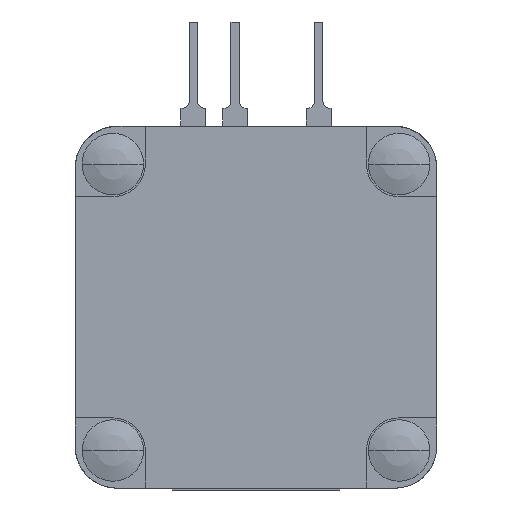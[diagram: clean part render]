
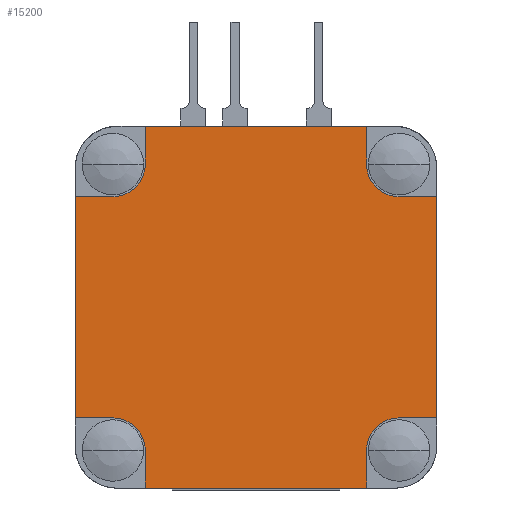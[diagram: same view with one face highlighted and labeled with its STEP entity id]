
A CAD part, front view. The second image highlights one B-rep face of the part: STEP entity #15200.
In plain terms, the highlighted planar face has unit normal (0, -1, 0).
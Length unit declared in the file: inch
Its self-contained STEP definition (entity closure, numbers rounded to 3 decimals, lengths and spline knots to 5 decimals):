
#394=CARTESIAN_POINT('',(0.3425,-0.608,0.342));
#395=DIRECTION('',(0.,1.,0.));
#396=DIRECTION('',(0.,0.,-1.));
#397=AXIS2_PLACEMENT_3D('',#394,#395,#396);
#408=DIRECTION('',(0.,0.,-1.));
#409=VECTOR('',#408,0.09);
#410=CARTESIAN_POINT('',(0.2645,-0.608,0.432));
#411=LINE('',#410,#409);
#412=DIRECTION('',(-1.,0.,0.));
#413=VECTOR('',#412,0.09);
#414=CARTESIAN_POINT('',(0.4325,-0.608,0.264));
#415=LINE('',#414,#413);
#416=DIRECTION('',(0.,0.,-1.));
#417=VECTOR('',#416,0.529);
#418=CARTESIAN_POINT('',(0.4325,-0.608,0.264));
#419=LINE('',#418,#417);
#420=DIRECTION('',(-1.,0.,0.));
#421=VECTOR('',#420,0.09);
#422=CARTESIAN_POINT('',(0.4325,-0.608,-0.265));
#423=LINE('',#422,#421);
#424=DIRECTION('',(0.,0.,1.));
#425=VECTOR('',#424,0.09);
#426=CARTESIAN_POINT('',(0.2645,-0.608,-0.433));
#427=LINE('',#426,#425);
#428=DIRECTION('',(-1.,0.,0.));
#429=VECTOR('',#428,0.529);
#430=CARTESIAN_POINT('',(0.2645,-0.608,-0.433));
#431=LINE('',#430,#429);
#432=DIRECTION('',(0.,0.,1.));
#433=VECTOR('',#432,0.09);
#434=CARTESIAN_POINT('',(-0.2645,-0.608,-0.433));
#435=LINE('',#434,#433);
#436=DIRECTION('',(1.,0.,0.));
#437=VECTOR('',#436,0.09);
#438=CARTESIAN_POINT('',(-0.4325,-0.608,-0.265));
#439=LINE('',#438,#437);
#440=DIRECTION('',(0.,0.,1.));
#441=VECTOR('',#440,0.529);
#442=CARTESIAN_POINT('',(-0.4325,-0.608,-0.265));
#443=LINE('',#442,#441);
#444=DIRECTION('',(1.,0.,0.));
#445=VECTOR('',#444,0.09);
#446=CARTESIAN_POINT('',(-0.4325,-0.608,0.264));
#447=LINE('',#446,#445);
#448=DIRECTION('',(0.,0.,-1.));
#449=VECTOR('',#448,0.09);
#450=CARTESIAN_POINT('',(-0.2645,-0.608,0.432));
#451=LINE('',#450,#449);
#452=DIRECTION('',(1.,0.,0.));
#453=VECTOR('',#452,0.529);
#454=CARTESIAN_POINT('',(-0.2645,-0.608,0.432));
#455=LINE('',#454,#453);
#460=CARTESIAN_POINT('',(0.3425,-0.608,-0.343));
#461=DIRECTION('',(0.,1.,0.));
#462=DIRECTION('',(-1.,0.,0.));
#463=AXIS2_PLACEMENT_3D('',#460,#461,#462);
#529=CARTESIAN_POINT('',(-0.3425,-0.608,-0.343));
#530=DIRECTION('',(0.,1.,0.));
#531=DIRECTION('',(0.,0.,1.));
#532=AXIS2_PLACEMENT_3D('',#529,#530,#531);
#598=CARTESIAN_POINT('',(-0.3425,-0.608,0.342));
#599=DIRECTION('',(0.,1.,0.));
#600=DIRECTION('',(1.,0.,0.));
#601=AXIS2_PLACEMENT_3D('',#598,#599,#600);
#14156=CARTESIAN_POINT('',(-0.2645,-0.608,0.432));
#14157=VERTEX_POINT('',#14156);
#14158=CARTESIAN_POINT('',(0.2645,-0.608,0.432));
#14159=VERTEX_POINT('',#14158);
#14164=CARTESIAN_POINT('',(0.4325,-0.608,-0.265));
#14165=VERTEX_POINT('',#14164);
#14166=CARTESIAN_POINT('',(0.4325,-0.608,0.264));
#14167=VERTEX_POINT('',#14166);
#14172=CARTESIAN_POINT('',(0.2645,-0.608,-0.433));
#14173=VERTEX_POINT('',#14172);
#14174=CARTESIAN_POINT('',(-0.2645,-0.608,-0.433));
#14175=VERTEX_POINT('',#14174);
#14180=CARTESIAN_POINT('',(-0.4325,-0.608,-0.265));
#14181=VERTEX_POINT('',#14180);
#14182=CARTESIAN_POINT('',(-0.4325,-0.608,0.264));
#14183=VERTEX_POINT('',#14182);
#14184=CARTESIAN_POINT('',(0.2645,-0.608,-0.343));
#14186=VERTEX_POINT('',#14184);
#14188=CARTESIAN_POINT('',(0.3425,-0.608,-0.265));
#14190=VERTEX_POINT('',#14188);
#14192=CARTESIAN_POINT('',(0.3425,-0.608,0.264));
#14194=VERTEX_POINT('',#14192);
#14196=CARTESIAN_POINT('',(0.2645,-0.608,0.342));
#14198=VERTEX_POINT('',#14196);
#14200=CARTESIAN_POINT('',(-0.2645,-0.608,0.342));
#14202=VERTEX_POINT('',#14200);
#14204=CARTESIAN_POINT('',(-0.3425,-0.608,0.264));
#14206=VERTEX_POINT('',#14204);
#14208=CARTESIAN_POINT('',(-0.3425,-0.608,-0.265));
#14210=VERTEX_POINT('',#14208);
#14212=CARTESIAN_POINT('',(-0.2645,-0.608,-0.343));
#14214=VERTEX_POINT('',#14212);
#15167=CARTESIAN_POINT('',(0.,-0.608,-0.0005));
#15168=DIRECTION('',(0.,1.,0.));
#15169=DIRECTION('',(0.,0.,-1.));
#15170=AXIS2_PLACEMENT_3D('',#15167,#15168,#15169);
#15171=PLANE('',#15170);
#15173=ORIENTED_EDGE('',*,*,#15172,.T.);
#15174=ORIENTED_EDGE('',*,*,#15132,.F.);
#15175=ORIENTED_EDGE('',*,*,#15155,.F.);
#15176=ORIENTED_EDGE('',*,*,#14775,.T.);
#15178=ORIENTED_EDGE('',*,*,#15177,.T.);
#15180=ORIENTED_EDGE('',*,*,#15179,.F.);
#15182=ORIENTED_EDGE('',*,*,#15181,.F.);
#15183=ORIENTED_EDGE('',*,*,#14859,.T.);
#15185=ORIENTED_EDGE('',*,*,#15184,.T.);
#15187=ORIENTED_EDGE('',*,*,#15186,.F.);
#15189=ORIENTED_EDGE('',*,*,#15188,.F.);
#15190=ORIENTED_EDGE('',*,*,#14937,.T.);
#15192=ORIENTED_EDGE('',*,*,#15191,.T.);
#15194=ORIENTED_EDGE('',*,*,#15193,.F.);
#15196=ORIENTED_EDGE('',*,*,#15195,.F.);
#15197=ORIENTED_EDGE('',*,*,#15016,.T.);
#15198=EDGE_LOOP('',(#15173,#15174,#15175,#15176,#15178,#15180,#15182,#15183,
#15185,#15187,#15189,#15190,#15192,#15194,#15196,#15197));
#15199=FACE_OUTER_BOUND('',#15198,.F.);
#15200=ADVANCED_FACE('',(#15199),#15171,.F.);
#398=CIRCLE('',#397,0.078);
#464=CIRCLE('',#463,0.078);
#533=CIRCLE('',#532,0.078);
#602=CIRCLE('',#601,0.078);
#14775=EDGE_CURVE('',#14167,#14165,#419,.T.);
#14859=EDGE_CURVE('',#14173,#14175,#431,.T.);
#14937=EDGE_CURVE('',#14181,#14183,#443,.T.);
#15016=EDGE_CURVE('',#14157,#14159,#455,.T.);
#15132=EDGE_CURVE('',#14194,#14198,#398,.T.);
#15155=EDGE_CURVE('',#14167,#14194,#415,.T.);
#15172=EDGE_CURVE('',#14159,#14198,#411,.T.);
#15177=EDGE_CURVE('',#14165,#14190,#423,.T.);
#15179=EDGE_CURVE('',#14186,#14190,#464,.T.);
#15181=EDGE_CURVE('',#14173,#14186,#427,.T.);
#15184=EDGE_CURVE('',#14175,#14214,#435,.T.);
#15186=EDGE_CURVE('',#14210,#14214,#533,.T.);
#15188=EDGE_CURVE('',#14181,#14210,#439,.T.);
#15191=EDGE_CURVE('',#14183,#14206,#447,.T.);
#15193=EDGE_CURVE('',#14202,#14206,#602,.T.);
#15195=EDGE_CURVE('',#14157,#14202,#451,.T.);
